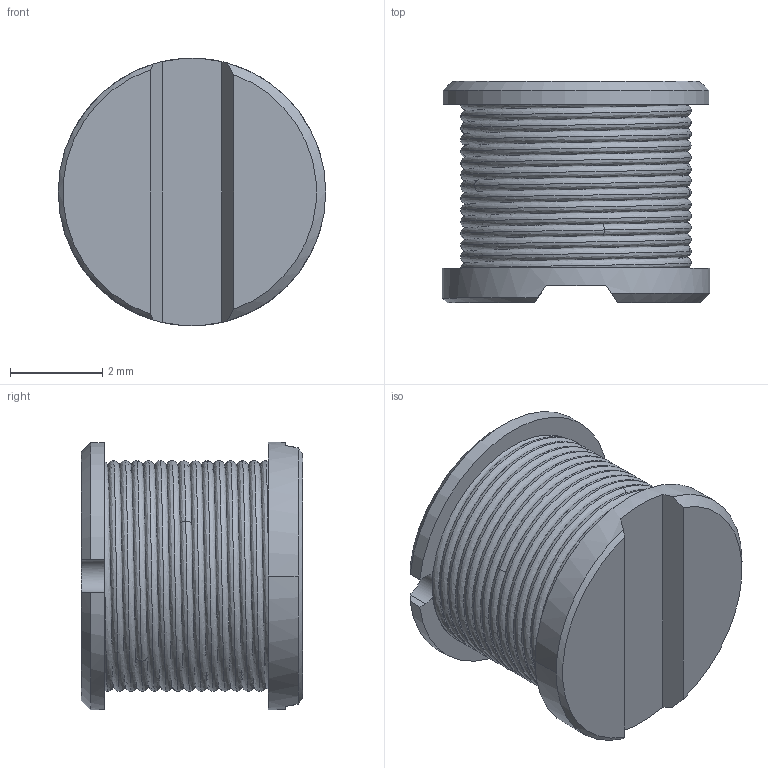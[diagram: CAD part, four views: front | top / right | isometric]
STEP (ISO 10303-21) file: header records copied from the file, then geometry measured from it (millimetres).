
FILE_DESCRIPTION (( 'STEP AP214' ), '1' );
FILE_NAME ('bournsPM542.STEP', '2020-01-26T06:22:55', ( '' ), ( '' ), 'SwSTEP 2.0', 'SolidWorks 2020', '' );
FILE_SCHEMA (( 'AUTOMOTIVE_DESIGN' ));
Length unit declared in the file: millimetre
Products named in the file (1): bournsPM542
Bounding box: 5.8 x 4.8 x 5.8 mm (x, y, z)
Volume: 39.7 mm3; surface area: 285.7 mm2
Topology: 1 solids, 1 shells, 36 faces, 87 edges, 54 vertices
Faces by surface type: plane 17, bspline 8, cylinder 6, cone 5
Entity records: 8189 total; most frequent: CARTESIAN_POINT 7136, ORIENTED_EDGE 174, DIRECTION 129, EDGE_CURVE 87, AXIS2_PLACEMENT_3D 55, VERTEX_POINT 54, B_SPLINE_CURVE_WITH_KNOTS 42, EDGE_LOOP 37
